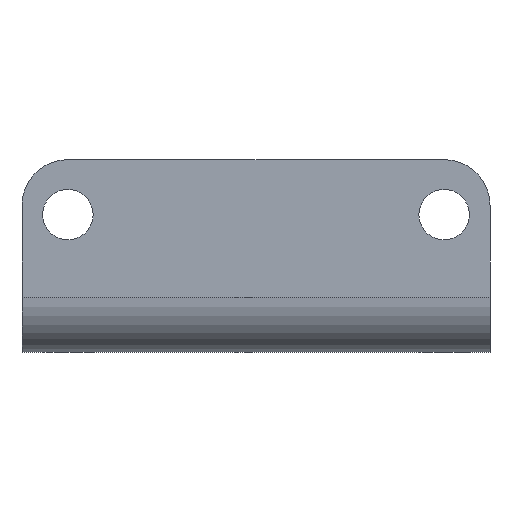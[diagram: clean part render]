
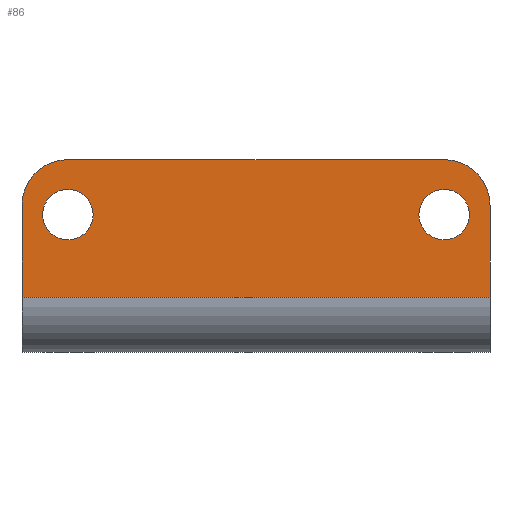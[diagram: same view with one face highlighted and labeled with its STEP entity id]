
A CAD part, front view. The second image highlights one B-rep face of the part: STEP entity #86.
In plain terms, the highlighted planar face has unit normal (0, -1, 0).
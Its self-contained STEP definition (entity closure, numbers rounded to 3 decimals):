
#86=ADVANCED_FACE('',(#118,#119,#120),#121,.T.);
#118=FACE_BOUND('',#166,.T.);
#119=FACE_BOUND('',#167,.T.);
#120=FACE_OUTER_BOUND('',#168,.T.);
#121=PLANE('',#169);
#166=EDGE_LOOP('',(#269,#270));
#167=EDGE_LOOP('',(#271,#272));
#168=EDGE_LOOP('',(#273,#274,#275,#276,#277,#278));
#169=AXIS2_PLACEMENT_3D('',#279,#280,#281);
#269=ORIENTED_EDGE('',*,*,#376,.T.);
#270=ORIENTED_EDGE('',*,*,#375,.T.);
#271=ORIENTED_EDGE('',*,*,#378,.T.);
#272=ORIENTED_EDGE('',*,*,#371,.T.);
#273=ORIENTED_EDGE('',*,*,#386,.F.);
#274=ORIENTED_EDGE('',*,*,#394,.T.);
#275=ORIENTED_EDGE('',*,*,#395,.F.);
#276=ORIENTED_EDGE('',*,*,#396,.T.);
#277=ORIENTED_EDGE('',*,*,#390,.F.);
#278=ORIENTED_EDGE('',*,*,#392,.T.);
#279=CARTESIAN_POINT('',(51.0,0.0,27.0));
#280=DIRECTION('',(0.0,-1.0,0.0));
#281=DIRECTION('',(0.,0.0,1.0));
#371=EDGE_CURVE('',#431,#435,#437,.T.);
#375=EDGE_CURVE('',#439,#443,#445,.T.);
#376=EDGE_CURVE('',#443,#439,#446,.T.);
#378=EDGE_CURVE('',#435,#431,#448,.T.);
#386=EDGE_CURVE('',#457,#459,#460,.T.);
#390=EDGE_CURVE('',#465,#467,#468,.T.);
#392=EDGE_CURVE('',#465,#459,#470,.T.);
#394=EDGE_CURVE('',#457,#472,#473,.T.);
#395=EDGE_CURVE('',#474,#472,#475,.T.);
#396=EDGE_CURVE('',#474,#467,#476,.T.);
#431=VERTEX_POINT('',#525);
#435=VERTEX_POINT('',#530);
#437=CIRCLE('',#533,5.5);
#439=VERTEX_POINT('',#535);
#443=VERTEX_POINT('',#540);
#445=CIRCLE('',#543,5.5);
#446=CIRCLE('',#544,5.5);
#448=CIRCLE('',#546,5.5);
#457=VERTEX_POINT('',#555);
#459=VERTEX_POINT('',#558);
#460=CIRCLE('',#559,10.0);
#465=VERTEX_POINT('',#565);
#467=VERTEX_POINT('',#568);
#468=CIRCLE('',#569,10.0);
#470=LINE('',#572,#573);
#472=VERTEX_POINT('',#576);
#473=LINE('',#577,#578);
#474=VERTEX_POINT('',#579);
#475=LINE('',#580,#581);
#476=LINE('',#582,#583);
#525=CARTESIAN_POINT('',(-35.5,0.0,30.0));
#530=CARTESIAN_POINT('',(-46.5,0.0,30.0));
#533=AXIS2_PLACEMENT_3D('',#645,#646,#647);
#535=CARTESIAN_POINT('',(46.5,0.0,30.0));
#540=CARTESIAN_POINT('',(35.5,0.0,30.0));
#543=AXIS2_PLACEMENT_3D('',#653,#654,#655);
#544=AXIS2_PLACEMENT_3D('',#656,#657,#658);
#546=AXIS2_PLACEMENT_3D('',#662,#663,#664);
#555=CARTESIAN_POINT('',(-51.0,0.0,32.0));
#558=CARTESIAN_POINT('',(-41.0,0.0,42.0));
#559=AXIS2_PLACEMENT_3D('',#684,#685,#686);
#565=CARTESIAN_POINT('',(41.0,0.0,42.0));
#568=CARTESIAN_POINT('',(51.0,0.0,32.0));
#569=AXIS2_PLACEMENT_3D('',#692,#693,#694);
#572=CARTESIAN_POINT('',(51.0,0.0,42.0));
#573=VECTOR('',#696,1.0);
#576=CARTESIAN_POINT('',(-51.0,0.0,12.0));
#577=CARTESIAN_POINT('',(-51.0,0.0,12.0));
#578=VECTOR('',#698,1.0);
#579=CARTESIAN_POINT('',(51.0,0.0,12.0));
#580=CARTESIAN_POINT('',(51.0,0.0,12.0));
#581=VECTOR('',#699,1.0);
#582=CARTESIAN_POINT('',(51.0,0.0,12.0));
#583=VECTOR('',#700,1.0);
#645=CARTESIAN_POINT('',(-41.0,0.0,30.0));
#646=DIRECTION('',(-0.0,1.0,0.0));
#647=DIRECTION('',(1.0,0.0,0.0));
#653=CARTESIAN_POINT('',(41.0,0.0,30.0));
#654=DIRECTION('',(-0.0,1.0,0.0));
#655=DIRECTION('',(1.0,0.0,0.0));
#656=CARTESIAN_POINT('',(41.0,0.0,30.0));
#657=DIRECTION('',(-0.0,1.0,0.0));
#658=DIRECTION('',(1.0,0.0,0.0));
#662=CARTESIAN_POINT('',(-41.0,0.0,30.0));
#663=DIRECTION('',(-0.0,1.0,0.0));
#664=DIRECTION('',(1.0,0.0,0.0));
#684=CARTESIAN_POINT('',(-41.0,0.0,32.0));
#685=DIRECTION('',(-0.0,1.0,0.0));
#686=DIRECTION('',(1.0,0.0,0.0));
#692=CARTESIAN_POINT('',(41.0,0.0,32.0));
#693=DIRECTION('',(-0.0,1.0,0.0));
#694=DIRECTION('',(1.0,0.0,0.0));
#696=DIRECTION('',(-1.0,0.0,0.));
#698=DIRECTION('',(0.,-0.0,-1.0));
#699=DIRECTION('',(-1.0,0.0,0.));
#700=DIRECTION('',(0.,0.0,1.0));
